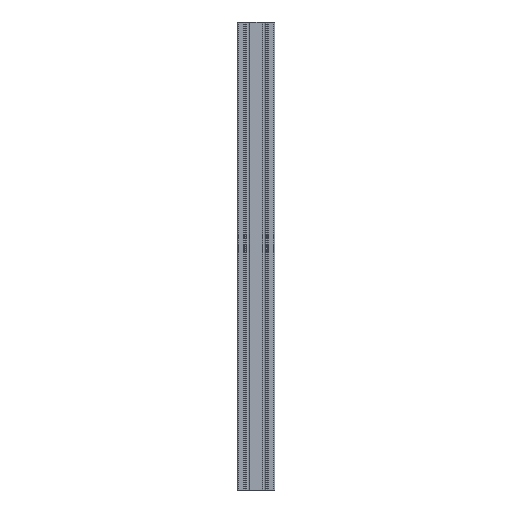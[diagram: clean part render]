
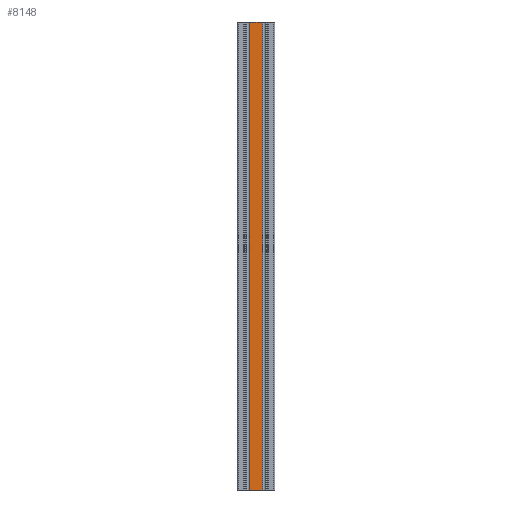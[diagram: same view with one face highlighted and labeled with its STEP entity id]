
A CAD part, front view. The second image highlights one B-rep face of the part: STEP entity #8148.
In plain terms, the highlighted planar face has unit normal (0, -1, 0).
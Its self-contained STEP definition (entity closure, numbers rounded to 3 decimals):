
#28 = DIRECTION ( 'NONE',  ( 1., 0., 0. ) ) ;
#129 = LINE ( 'NONE', #8038, #9160 ) ;
#2047 = LINE ( 'NONE', #8030, #3970 ) ;
#2082 = DIRECTION ( 'NONE',  ( 0., 0., -1. ) ) ;
#2339 = CARTESIAN_POINT ( 'NONE',  ( 6.3, -20., -1000. ) ) ;
#2350 = LINE ( 'NONE', #6800, #10892 ) ;
#2680 = PLANE ( 'NONE',  #11820 ) ;
#3345 = CARTESIAN_POINT ( 'NONE',  ( 33.7, -20., -1000. ) ) ;
#3635 = CARTESIAN_POINT ( 'NONE',  ( 6.3, -20., -1000. ) ) ;
#3970 = VECTOR ( 'NONE', #9179, 1000. ) ;
#4458 = CARTESIAN_POINT ( 'NONE',  ( 6.3, -20., -1000. ) ) ;
#5121 = EDGE_CURVE ( 'NONE', #11069, #7426, #2047, .T. ) ;
#6313 = CARTESIAN_POINT ( 'NONE',  ( 33.7, -20., 0. ) ) ;
#6460 = DIRECTION ( 'NONE',  ( 0., 0., 1. ) ) ;
#6800 = CARTESIAN_POINT ( 'NONE',  ( 33.7, -20., -1000. ) ) ;
#6985 = EDGE_CURVE ( 'NONE', #7091, #8669, #11962, .T. ) ;
#7091 = VERTEX_POINT ( 'NONE', #3635 ) ;
#7352 = ORIENTED_EDGE ( 'NONE', *, *, #6985, .T. ) ;
#7426 = VERTEX_POINT ( 'NONE', #6313 ) ;
#8030 = CARTESIAN_POINT ( 'NONE',  ( 6.3, -20., 0. ) ) ;
#8038 = CARTESIAN_POINT ( 'NONE',  ( 6.3, -20., -1000. ) ) ;
#8148 = ADVANCED_FACE ( 'NONE', ( #8878 ), #2680, .T. ) ;
#8669 = VERTEX_POINT ( 'NONE', #3345 ) ;
#8878 = FACE_OUTER_BOUND ( 'NONE', #10895, .T. ) ;
#9160 = VECTOR ( 'NONE', #12001, 1000. ) ;
#9179 = DIRECTION ( 'NONE',  ( 1., 0., 0. ) ) ;
#9453 = CARTESIAN_POINT ( 'NONE',  ( 6.3, -20., 0. ) ) ;
#10087 = ORIENTED_EDGE ( 'NONE', *, *, #11461, .T. ) ;
#10576 = ORIENTED_EDGE ( 'NONE', *, *, #5121, .F. ) ;
#10892 = VECTOR ( 'NONE', #6460, 1000. ) ;
#10895 = EDGE_LOOP ( 'NONE', ( #10576, #12769, #7352, #10087 ) ) ;
#11069 = VERTEX_POINT ( 'NONE', #9453 ) ;
#11461 = EDGE_CURVE ( 'NONE', #8669, #7426, #2350, .T. ) ;
#11820 = AXIS2_PLACEMENT_3D ( 'NONE', #4458, #14435, #2082 ) ;
#11962 = LINE ( 'NONE', #2339, #12743 ) ;
#12001 = DIRECTION ( 'NONE',  ( 0., 0., 1. ) ) ;
#12743 = VECTOR ( 'NONE', #28, 1000. ) ;
#12769 = ORIENTED_EDGE ( 'NONE', *, *, #13303, .F. ) ;
#13303 = EDGE_CURVE ( 'NONE', #7091, #11069, #129, .T. ) ;
#14435 = DIRECTION ( 'NONE',  ( 0., -1., 0. ) ) ;
